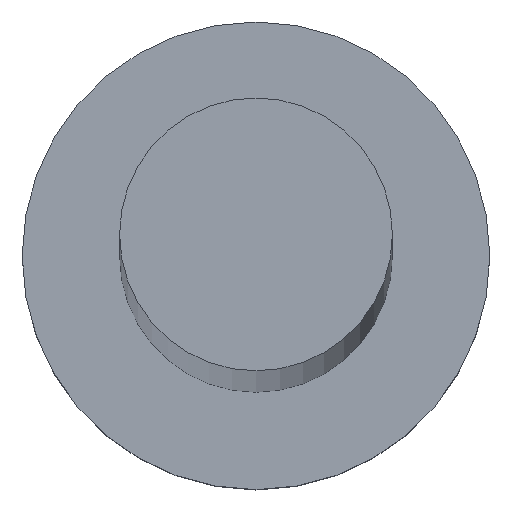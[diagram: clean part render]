
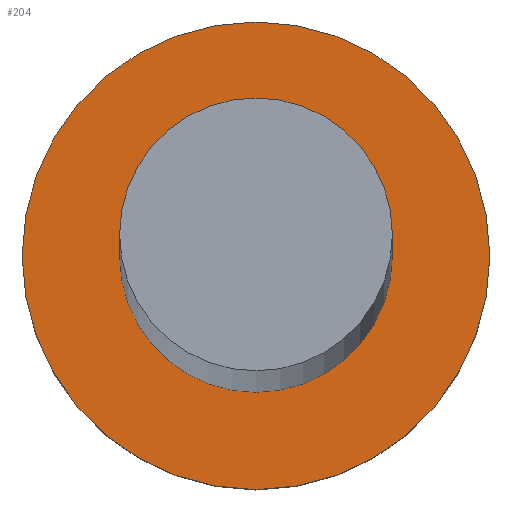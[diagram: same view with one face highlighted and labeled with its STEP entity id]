
A CAD part, top view. The second image highlights one B-rep face of the part: STEP entity #204.
In plain terms, the highlighted planar face has unit normal (0, 0, 1).
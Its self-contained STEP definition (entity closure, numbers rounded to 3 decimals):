
#12 = ORIENTED_EDGE ( 'NONE', *, *, #89, .F. ) ;
#19 = FACE_BOUND ( 'NONE', #248, .T. ) ;
#22 = CARTESIAN_POINT ( 'NONE',  ( 3.5, 0., 5. ) ) ;
#23 = DIRECTION ( 'NONE',  ( 1., 0., 0. ) ) ;
#32 = VERTEX_POINT ( 'NONE', #163 ) ;
#46 = DIRECTION ( 'NONE',  ( 1., 0., 0. ) ) ;
#57 = DIRECTION ( 'NONE',  ( 1., 0., 0. ) ) ;
#60 = DIRECTION ( 'NONE',  ( 0., 0., 1. ) ) ;
#61 = EDGE_CURVE ( 'NONE', #84, #223, #184, .T. ) ;
#62 = AXIS2_PLACEMENT_3D ( 'NONE', #220, #202, #23 ) ;
#63 = CARTESIAN_POINT ( 'NONE',  ( 0., 0., 5. ) ) ;
#75 = ORIENTED_EDGE ( 'NONE', *, *, #61, .F. ) ;
#78 = AXIS2_PLACEMENT_3D ( 'NONE', #152, #230, #57 ) ;
#80 = DIRECTION ( 'NONE',  ( 0., 0., 1. ) ) ;
#84 = VERTEX_POINT ( 'NONE', #199 ) ;
#85 = PLANE ( 'NONE',  #125 ) ;
#89 = EDGE_CURVE ( 'NONE', #223, #84, #205, .T. ) ;
#102 = DIRECTION ( 'NONE',  ( 1., 0., 0. ) ) ;
#105 = DIRECTION ( 'NONE',  ( 0., 0., 1. ) ) ;
#117 = ORIENTED_EDGE ( 'NONE', *, *, #226, .T. ) ;
#125 = AXIS2_PLACEMENT_3D ( 'NONE', #200, #105, #102 ) ;
#130 = AXIS2_PLACEMENT_3D ( 'NONE', #63, #80, #46 ) ;
#152 = CARTESIAN_POINT ( 'NONE',  ( 0., 0., 5. ) ) ;
#158 = AXIS2_PLACEMENT_3D ( 'NONE', #218, #60, #255 ) ;
#163 = CARTESIAN_POINT ( 'NONE',  ( 6., 0., 5. ) ) ;
#179 = CARTESIAN_POINT ( 'NONE',  ( -6., 0., 5. ) ) ;
#184 = CIRCLE ( 'NONE', #78, 3.5 ) ;
#199 = CARTESIAN_POINT ( 'NONE',  ( -3.5, 0., 5. ) ) ;
#200 = CARTESIAN_POINT ( 'NONE',  ( 0., 0., 5. ) ) ;
#201 = VERTEX_POINT ( 'NONE', #179 ) ;
#202 = DIRECTION ( 'NONE',  ( 0., 0., 1. ) ) ;
#204 = ADVANCED_FACE ( 'NONE', ( #19, #234 ), #85, .T. ) ;
#205 = CIRCLE ( 'NONE', #158, 3.5 ) ;
#206 = EDGE_LOOP ( 'NONE', ( #245, #117 ) ) ;
#218 = CARTESIAN_POINT ( 'NONE',  ( 0., 0., 5. ) ) ;
#220 = CARTESIAN_POINT ( 'NONE',  ( 0., 0., 5. ) ) ;
#223 = VERTEX_POINT ( 'NONE', #22 ) ;
#226 = EDGE_CURVE ( 'NONE', #32, #201, #228, .T. ) ;
#228 = CIRCLE ( 'NONE', #130, 6. ) ;
#230 = DIRECTION ( 'NONE',  ( 0., 0., 1. ) ) ;
#234 = FACE_OUTER_BOUND ( 'NONE', #206, .T. ) ;
#237 = EDGE_CURVE ( 'NONE', #201, #32, #249, .T. ) ;
#245 = ORIENTED_EDGE ( 'NONE', *, *, #237, .T. ) ;
#248 = EDGE_LOOP ( 'NONE', ( #75, #12 ) ) ;
#249 = CIRCLE ( 'NONE', #62, 6. ) ;
#255 = DIRECTION ( 'NONE',  ( 1., 0., 0. ) ) ;
